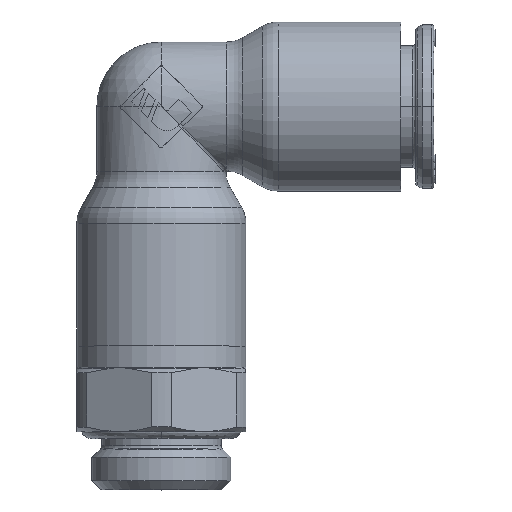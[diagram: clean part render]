
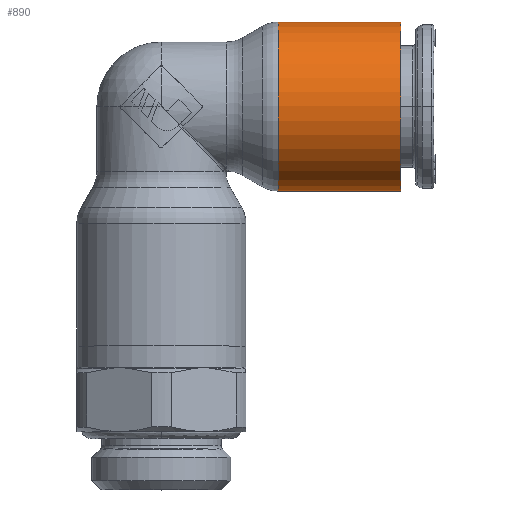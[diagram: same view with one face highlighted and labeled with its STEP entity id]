
A CAD part, top view. The second image highlights one B-rep face of the part: STEP entity #890.
In plain terms, the highlighted cylindrical face has radius 8 mm (diameter 16 mm), a partial arc.
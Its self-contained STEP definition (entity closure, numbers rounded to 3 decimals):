
#890=ADVANCED_FACE('',(#2440),#2441,.T.);
#2440=FACE_OUTER_BOUND('',#7142,.T.);
#2441=CYLINDRICAL_SURFACE('',#7143,8.0);
#7142=EDGE_LOOP('',(#12632,#12633,#12634,#12635));
#7143=AXIS2_PLACEMENT_3D('',#12636,#12637,#12638);
#12632=ORIENTED_EDGE('',*,*,#15939,.F.);
#12633=ORIENTED_EDGE('',*,*,#15940,.F.);
#12634=ORIENTED_EDGE('',*,*,#15941,.T.);
#12635=ORIENTED_EDGE('',*,*,#15938,.F.);
#12636=CARTESIAN_POINT('',(-7.538,0.0,0.0));
#12637=DIRECTION('',(-1.0,-0.0,0.0));
#12638=DIRECTION('',(0.0,-1.0,0.0));
#15938=EDGE_CURVE('',#19145,#19147,#19151,.T.);
#15939=EDGE_CURVE('',#19152,#19145,#19153,.T.);
#15940=EDGE_CURVE('',#19154,#19152,#19155,.T.);
#15941=EDGE_CURVE('',#19154,#19147,#19156,.T.);
#19145=VERTEX_POINT('',#25728);
#19147=VERTEX_POINT('',#25730);
#19151=CIRCLE('',#25734,8.0);
#19152=VERTEX_POINT('',#25735);
#19153=LINE('',#25736,#25737);
#19154=VERTEX_POINT('',#25738);
#19155=CIRCLE('',#25739,8.0);
#19156=LINE('',#25740,#25741);
#25728=CARTESIAN_POINT('',(11.054,-8.,-0.003));
#25730=CARTESIAN_POINT('',(11.054,8.,0.003));
#25734=AXIS2_PLACEMENT_3D('',#29289,#29290,#29291);
#25735=CARTESIAN_POINT('',(22.65,-8.0,0.0));
#25736=CARTESIAN_POINT('',(22.65,-8.0,0.0));
#25737=VECTOR('',#29292,11.596);
#25738=CARTESIAN_POINT('',(22.65,8.0,0.0));
#25739=AXIS2_PLACEMENT_3D('',#29293,#29294,#29295);
#25740=CARTESIAN_POINT('',(22.65,8.0,0.0));
#25741=VECTOR('',#29296,11.596);
#29289=CARTESIAN_POINT('',(11.054,0.0,0.0));
#29290=DIRECTION('',(-1.0,0.0,0.0));
#29291=DIRECTION('',(0.0,-1.0,0.0));
#29292=DIRECTION('',(-1.0,0.0,0.0));
#29293=CARTESIAN_POINT('',(22.65,0.0,0.0));
#29294=DIRECTION('',(1.0,0.0,0.0));
#29295=DIRECTION('',(0.0,1.0,0.0));
#29296=DIRECTION('',(-1.0,0.0,0.0));
